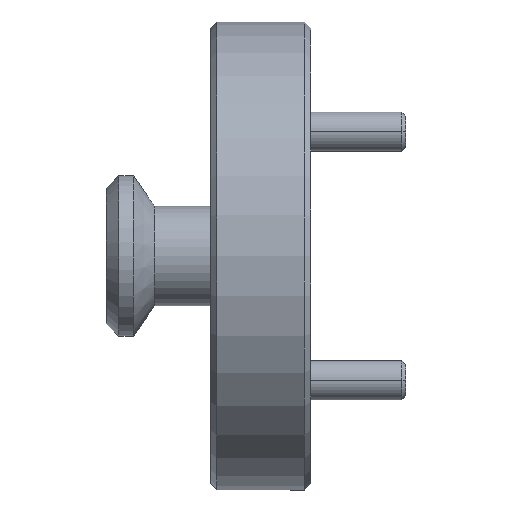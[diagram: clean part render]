
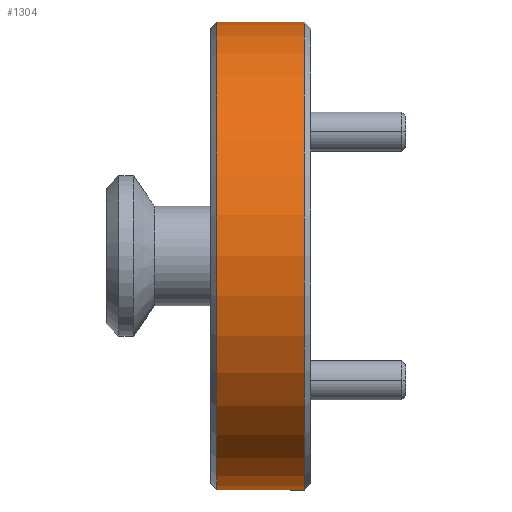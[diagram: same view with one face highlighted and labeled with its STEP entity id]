
A CAD part, top view. The second image highlights one B-rep face of the part: STEP entity #1304.
In plain terms, the highlighted cylindrical face has radius 9.525 mm (diameter 19.05 mm), a partial arc.
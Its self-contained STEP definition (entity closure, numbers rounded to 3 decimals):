
#144 = EDGE_CURVE ( 'NONE', #1799, #1854, #844, .T. ) ;
#207 = CARTESIAN_POINT ( 'NONE',  ( 6.984, 0., 0. ) ) ;
#248 = FACE_OUTER_BOUND ( 'NONE', #520, .T. ) ;
#283 = DIRECTION ( 'NONE',  ( 0., -1., 0. ) ) ;
#407 = CARTESIAN_POINT ( 'NONE',  ( 3.428, 9.525, 0. ) ) ;
#413 = CARTESIAN_POINT ( 'NONE',  ( 0., 0., 0. ) ) ;
#433 = CYLINDRICAL_SURFACE ( 'NONE', #1793, 9.525 ) ;
#461 = VERTEX_POINT ( 'NONE', #481 ) ;
#481 = CARTESIAN_POINT ( 'NONE',  ( 3.428, -9.525, 0. ) ) ;
#511 = VECTOR ( 'NONE', #1245, 1000. ) ;
#520 = EDGE_LOOP ( 'NONE', ( #1814, #2100, #671, #1224 ) ) ;
#588 = DIRECTION ( 'NONE',  ( 0., 1., 0. ) ) ;
#622 = CIRCLE ( 'NONE', #1354, 9.525 ) ;
#671 = ORIENTED_EDGE ( 'NONE', *, *, #791, .T. ) ;
#720 = VECTOR ( 'NONE', #946, 1000. ) ;
#775 = CARTESIAN_POINT ( 'NONE',  ( 6.984, 9.525, 0. ) ) ;
#791 = EDGE_CURVE ( 'NONE', #1854, #461, #622, .T. ) ;
#844 = LINE ( 'NONE', #1447, #511 ) ;
#946 = DIRECTION ( 'NONE',  ( -1., 0., 0. ) ) ;
#1171 = DIRECTION ( 'NONE',  ( -1., 0., 0. ) ) ;
#1224 = ORIENTED_EDGE ( 'NONE', *, *, #1775, .F. ) ;
#1245 = DIRECTION ( 'NONE',  ( -1., 0., 0. ) ) ;
#1296 = DIRECTION ( 'NONE',  ( 0., -1., 0. ) ) ;
#1304 = ADVANCED_FACE ( 'NONE', ( #248 ), #433, .T. ) ;
#1309 = DIRECTION ( 'NONE',  ( -1., 0., 0. ) ) ;
#1354 = AXIS2_PLACEMENT_3D ( 'NONE', #1718, #2085, #588 ) ;
#1447 = CARTESIAN_POINT ( 'NONE',  ( 0., 9.525, 0. ) ) ;
#1497 = LINE ( 'NONE', #2034, #720 ) ;
#1718 = CARTESIAN_POINT ( 'NONE',  ( 3.428, 0., 0. ) ) ;
#1731 = AXIS2_PLACEMENT_3D ( 'NONE', #207, #1309, #1296 ) ;
#1775 = EDGE_CURVE ( 'NONE', #1965, #461, #1497, .T. ) ;
#1793 = AXIS2_PLACEMENT_3D ( 'NONE', #413, #1171, #283 ) ;
#1799 = VERTEX_POINT ( 'NONE', #775 ) ;
#1814 = ORIENTED_EDGE ( 'NONE', *, *, #2216, .T. ) ;
#1854 = VERTEX_POINT ( 'NONE', #407 ) ;
#1965 = VERTEX_POINT ( 'NONE', #2316 ) ;
#2034 = CARTESIAN_POINT ( 'NONE',  ( 0., -9.525, 0. ) ) ;
#2085 = DIRECTION ( 'NONE',  ( 1., 0., 0. ) ) ;
#2100 = ORIENTED_EDGE ( 'NONE', *, *, #144, .T. ) ;
#2216 = EDGE_CURVE ( 'NONE', #1965, #1799, #2311, .T. ) ;
#2311 = CIRCLE ( 'NONE', #1731, 9.525 ) ;
#2316 = CARTESIAN_POINT ( 'NONE',  ( 6.984, -9.525, 0. ) ) ;
